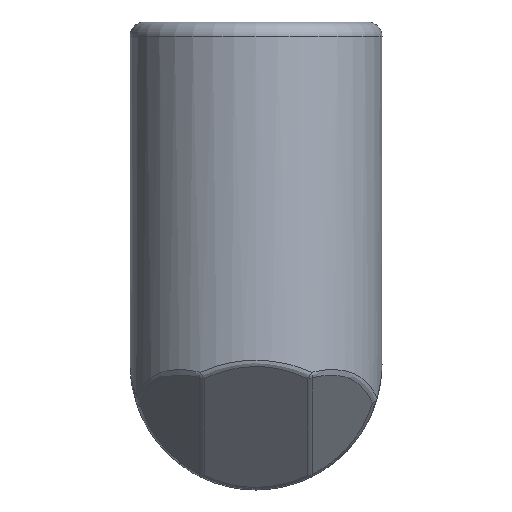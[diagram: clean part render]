
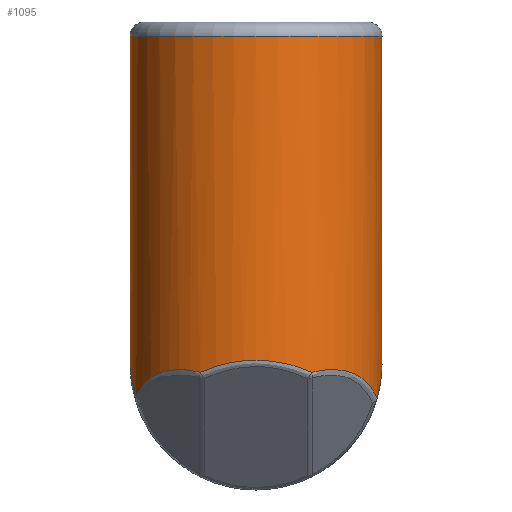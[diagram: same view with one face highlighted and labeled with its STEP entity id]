
A CAD part, left-side view. The second image highlights one B-rep face of the part: STEP entity #1095.
In plain terms, the highlighted cylindrical face has radius 7 mm (diameter 14 mm), a full revolution.
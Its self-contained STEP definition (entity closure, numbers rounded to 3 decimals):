
#39=CYLINDRICAL_SURFACE('',#1167,7.);
#175=(
BOUNDED_CURVE()
B_SPLINE_CURVE(3,(#8538,#8539,#8540,#8541),.UNSPECIFIED.,.F.,.F.)
B_SPLINE_CURVE_WITH_KNOTS((4,4),(1.293,1.672),
 .UNSPECIFIED.)
CURVE()
GEOMETRIC_REPRESENTATION_ITEM()
RATIONAL_B_SPLINE_CURVE((1.,0.988,0.988,1.))
REPRESENTATION_ITEM('')
);
#201=CIRCLE('',#1168,7.);
#433=ORIENTED_EDGE('',*,*,#583,.T.);
#434=ORIENTED_EDGE('',*,*,#582,.T.);
#435=ORIENTED_EDGE('',*,*,#588,.T.);
#436=ORIENTED_EDGE('',*,*,#730,.T.);
#437=ORIENTED_EDGE('',*,*,#728,.T.);
#438=ORIENTED_EDGE('',*,*,#727,.T.);
#439=ORIENTED_EDGE('',*,*,#743,.T.);
#440=ORIENTED_EDGE('',*,*,#754,.T.);
#441=ORIENTED_EDGE('',*,*,#758,.F.);
#442=ORIENTED_EDGE('',*,*,#759,.T.);
#582=EDGE_CURVE('',#767,#766,#922,.T.);
#583=EDGE_CURVE('',#764,#767,#923,.T.);
#588=EDGE_CURVE('',#766,#768,#925,.T.);
#727=EDGE_CURVE('',#903,#902,#941,.T.);
#728=EDGE_CURVE('',#894,#903,#942,.T.);
#730=EDGE_CURVE('',#768,#894,#943,.T.);
#743=EDGE_CURVE('',#902,#908,#946,.T.);
#754=EDGE_CURVE('',#908,#915,#175,.T.);
#758=EDGE_CURVE('',#764,#915,#951,.T.);
#759=EDGE_CURVE('',#916,#916,#201,.T.);
#764=VERTEX_POINT('',#1372);
#766=VERTEX_POINT('',#1420);
#767=VERTEX_POINT('',#1450);
#768=VERTEX_POINT('',#1481);
#894=VERTEX_POINT('',#8323);
#902=VERTEX_POINT('',#8393);
#903=VERTEX_POINT('',#8398);
#908=VERTEX_POINT('',#8466);
#915=VERTEX_POINT('',#8537);
#916=VERTEX_POINT('',#8564);
#922=B_SPLINE_CURVE_WITH_KNOTS('',3,(#1421,#1422,#1423,#1424,#1425,#1426,
#1427,#1428,#1429,#1430,#1431,#1432,#1433,#1434,#1435,#1436,#1437,#1438,
#1439,#1440,#1441,#1442,#1443,#1444,#1445,#1446,#1447,#1448,#1449),
 .UNSPECIFIED.,.F.,.F.,(4,1,1,1,1,1,1,1,1,1,1,1,1,1,1,1,1,1,1,1,1,1,1,1,
1,1,4),(0.,0.125,0.25,0.375,0.438,0.5,0.563,0.594,0.625,0.656,0.688,
0.719,0.734,0.75,0.766,0.781,0.813,0.844,0.859,0.867,
0.875,0.883,0.891,0.906,0.938,0.969,1.),.UNSPECIFIED.);
#923=B_SPLINE_CURVE_WITH_KNOTS('',3,(#1451,#1452,#1453,#1454,#1455,#1456,
#1457,#1458,#1459,#1460,#1461,#1462,#1463,#1464,#1465,#1466,#1467),
 .UNSPECIFIED.,.F.,.F.,(4,1,1,1,1,1,1,1,1,1,1,1,1,1,4),(0.,0.125,0.188,
0.219,0.25,0.281,0.313,0.375,0.438,0.5,0.563,0.625,0.75,0.875,1.),
 .UNSPECIFIED.);
#925=B_SPLINE_CURVE_WITH_KNOTS('',3,(#1503,#1504,#1505,#1506,#1507,#1508,
#1509,#1510,#1511,#1512,#1513),.UNSPECIFIED.,.F.,.F.,(4,1,1,1,1,1,1,1,4),
(0.,0.25,0.375,0.438,0.5,0.563,0.625,0.75,1.),.UNSPECIFIED.);
#941=B_SPLINE_CURVE_WITH_KNOTS('',3,(#8394,#8395,#8396,#8397),
 .UNSPECIFIED.,.F.,.F.,(4,4),(0.,1.),.UNSPECIFIED.);
#942=B_SPLINE_CURVE_WITH_KNOTS('',3,(#8399,#8400,#8401,#8402),
 .UNSPECIFIED.,.F.,.F.,(4,4),(0.,1.),.UNSPECIFIED.);
#943=B_SPLINE_CURVE_WITH_KNOTS('',3,(#8424,#8425,#8426,#8427,#8428),
 .UNSPECIFIED.,.F.,.F.,(4,1,4),(0.,0.5,1.),.UNSPECIFIED.);
#946=B_SPLINE_CURVE_WITH_KNOTS('',3,(#8500,#8501,#8502,#8503,#8504,#8505),
 .UNSPECIFIED.,.F.,.F.,(4,1,1,4),(0.,0.5,0.75,1.),.UNSPECIFIED.);
#951=B_SPLINE_CURVE_WITH_KNOTS('',3,(#8556,#8557,#8558,#8559,#8560,#8561,
#8562),.UNSPECIFIED.,.F.,.F.,(4,1,1,1,4),(-0.001,0.,
0.001,0.002,0.002),
 .UNSPECIFIED.);
#985=EDGE_LOOP('',(#433,#434,#435,#436,#437,#438,#439,#440,#441));
#986=EDGE_LOOP('',(#442));
#1037=FACE_BOUND('',#985,.T.);
#1038=FACE_BOUND('',#986,.T.);
#1095=ADVANCED_FACE('',(#1037,#1038),#39,.T.);
#1167=AXIS2_PLACEMENT_3D('',#8555,#1287,#1288);
#1168=AXIS2_PLACEMENT_3D('',#8563,#1289,#1290);
#1287=DIRECTION('',(0.,0.,-1.));
#1288=DIRECTION('',(-1.,0.,0.));
#1289=DIRECTION('',(0.,0.,-1.));
#1290=DIRECTION('',(1.,0.,0.));
#1372=CARTESIAN_POINT('',(1.89,-6.74,2.295));
#1420=CARTESIAN_POINT('',(0.,7.,0.));
#1421=CARTESIAN_POINT('',(7.,0.,8.5));
#1422=CARTESIAN_POINT('',(7.,0.434,8.5));
#1423=CARTESIAN_POINT('',(6.917,1.312,8.398));
#1424=CARTESIAN_POINT('',(6.555,2.578,7.961));
#1425=CARTESIAN_POINT('',(6.02,3.627,7.309));
#1426=CARTESIAN_POINT('',(5.458,4.404,6.627));
#1427=CARTESIAN_POINT('',(4.95,4.967,6.011));
#1428=CARTESIAN_POINT('',(4.524,5.35,5.494));
#1429=CARTESIAN_POINT('',(4.142,5.647,5.03));
#1430=CARTESIAN_POINT('',(3.822,5.868,4.642));
#1431=CARTESIAN_POINT('',(3.551,6.036,4.311));
#1432=CARTESIAN_POINT('',(3.243,6.207,3.938));
#1433=CARTESIAN_POINT('',(2.973,6.339,3.61));
#1434=CARTESIAN_POINT('',(2.753,6.437,3.343));
#1435=CARTESIAN_POINT('',(2.567,6.513,3.118));
#1436=CARTESIAN_POINT('',(2.437,6.562,2.96));
#1437=CARTESIAN_POINT('',(2.235,6.635,2.714));
#1438=CARTESIAN_POINT('',(1.975,6.718,2.398));
#1439=CARTESIAN_POINT('',(1.695,6.794,2.058));
#1440=CARTESIAN_POINT('',(1.485,6.841,1.804));
#1441=CARTESIAN_POINT('',(1.369,6.865,1.662));
#1442=CARTESIAN_POINT('',(1.263,6.885,1.533));
#1443=CARTESIAN_POINT('',(1.223,6.892,1.485));
#1444=CARTESIAN_POINT('',(1.142,6.907,1.386));
#1445=CARTESIAN_POINT('',(0.998,6.929,1.212));
#1446=CARTESIAN_POINT('',(0.754,6.962,0.915));
#1447=CARTESIAN_POINT('',(0.409,6.991,0.496));
#1448=CARTESIAN_POINT('',(0.142,7.,0.173));
#1449=CARTESIAN_POINT('',(0.,7.,0.));
#1450=CARTESIAN_POINT('',(7.,0.,8.5));
#1451=CARTESIAN_POINT('',(1.89,-6.74,2.295));
#1452=CARTESIAN_POINT('',(2.285,-6.629,2.775));
#1453=CARTESIAN_POINT('',(2.834,-6.418,3.44));
#1454=CARTESIAN_POINT('',(3.385,-6.132,4.11));
#1455=CARTESIAN_POINT('',(3.686,-5.953,4.475));
#1456=CARTESIAN_POINT('',(3.875,-5.832,4.706));
#1457=CARTESIAN_POINT('',(4.146,-5.643,5.034));
#1458=CARTESIAN_POINT('',(4.459,-5.402,5.414));
#1459=CARTESIAN_POINT('',(4.833,-5.076,5.868));
#1460=CARTESIAN_POINT('',(5.234,-4.659,6.355));
#1461=CARTESIAN_POINT('',(5.577,-4.244,6.772));
#1462=CARTESIAN_POINT('',(5.928,-3.74,7.198));
#1463=CARTESIAN_POINT('',(6.314,-3.065,7.666));
#1464=CARTESIAN_POINT('',(6.686,-2.173,8.119));
#1465=CARTESIAN_POINT('',(6.942,-1.101,8.429));
#1466=CARTESIAN_POINT('',(7.,-0.365,8.5));
#1467=CARTESIAN_POINT('',(7.,0.,8.5));
#1481=CARTESIAN_POINT('',(-2.196,6.647,-1.725));
#1503=CARTESIAN_POINT('',(0.,7.,0.));
#1504=CARTESIAN_POINT('',(-0.248,7.,-0.195));
#1505=CARTESIAN_POINT('',(-0.576,6.98,-0.452));
#1506=CARTESIAN_POINT('',(-0.868,6.947,-0.682));
#1507=CARTESIAN_POINT('',(-1.021,6.925,-0.802));
#1508=CARTESIAN_POINT('',(-1.096,6.914,-0.861));
#1509=CARTESIAN_POINT('',(-1.268,6.885,-0.996));
#1510=CARTESIAN_POINT('',(-1.456,6.848,-1.144));
#1511=CARTESIAN_POINT('',(-1.787,6.773,-1.404));
#1512=CARTESIAN_POINT('',(-2.039,6.699,-1.602));
#1513=CARTESIAN_POINT('',(-2.196,6.647,-1.725));
#8323=CARTESIAN_POINT('',(-6.279,3.094,-0.462));
#8393=CARTESIAN_POINT('',(-6.279,-3.094,-0.462));
#8394=CARTESIAN_POINT('',(-7.,0.,0.207));
#8395=CARTESIAN_POINT('',(-7.,-1.049,0.207));
#8396=CARTESIAN_POINT('',(-6.76,-2.119,-0.016));
#8397=CARTESIAN_POINT('',(-6.279,-3.094,-0.462));
#8398=CARTESIAN_POINT('',(-7.,0.,0.207));
#8399=CARTESIAN_POINT('',(-6.279,3.094,-0.462));
#8400=CARTESIAN_POINT('',(-6.76,2.119,-0.016));
#8401=CARTESIAN_POINT('',(-7.,1.049,0.207));
#8402=CARTESIAN_POINT('',(-7.,0.,0.207));
#8424=CARTESIAN_POINT('',(-2.196,6.647,-1.725));
#8425=CARTESIAN_POINT('',(-3.1,6.348,-1.099));
#8426=CARTESIAN_POINT('',(-4.705,5.426,-0.265));
#8427=CARTESIAN_POINT('',(-5.87,3.925,-0.251));
#8428=CARTESIAN_POINT('',(-6.279,3.094,-0.462));
#8466=CARTESIAN_POINT('',(-1.921,-6.731,-1.921));
#8500=CARTESIAN_POINT('',(-6.279,-3.094,-0.462));
#8501=CARTESIAN_POINT('',(-5.849,-3.967,-0.241));
#8502=CARTESIAN_POINT('',(-4.906,-5.152,-0.272));
#8503=CARTESIAN_POINT('',(-3.329,-6.214,-0.983));
#8504=CARTESIAN_POINT('',(-2.404,-6.593,-1.57));
#8505=CARTESIAN_POINT('',(-1.921,-6.731,-1.921));
#8537=CARTESIAN_POINT('',(0.706,-6.964,0.706));
#8538=CARTESIAN_POINT('',(-1.921,-6.731,-1.921));
#8539=CARTESIAN_POINT('',(-1.065,-6.975,-1.065));
#8540=CARTESIAN_POINT('',(-0.179,-7.054,-0.179));
#8541=CARTESIAN_POINT('',(0.706,-6.964,0.706));
#8555=CARTESIAN_POINT('',(0.,0.,19.));
#8556=CARTESIAN_POINT('',(1.89,-6.74,2.295));
#8557=CARTESIAN_POINT('',(1.684,-6.798,2.407));
#8558=CARTESIAN_POINT('',(1.194,-6.911,2.48));
#8559=CARTESIAN_POINT('',(0.546,-6.983,2.076));
#8560=CARTESIAN_POINT('',(0.326,-6.992,1.34));
#8561=CARTESIAN_POINT('',(0.535,-6.982,0.877));
#8562=CARTESIAN_POINT('',(0.706,-6.964,0.706));
#8563=CARTESIAN_POINT('',(0.,0.,18.2));
#8564=CARTESIAN_POINT('',(7.,0.,18.2));
